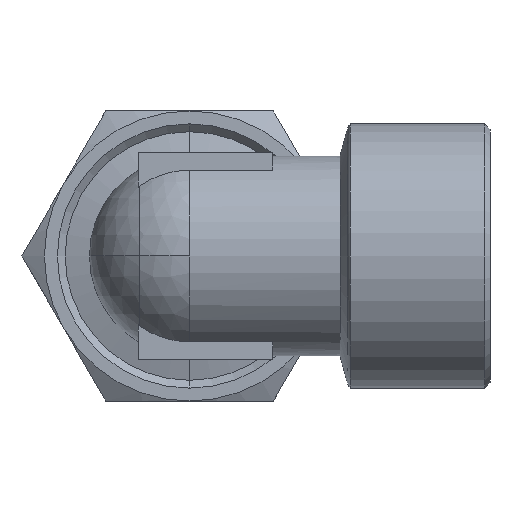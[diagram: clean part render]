
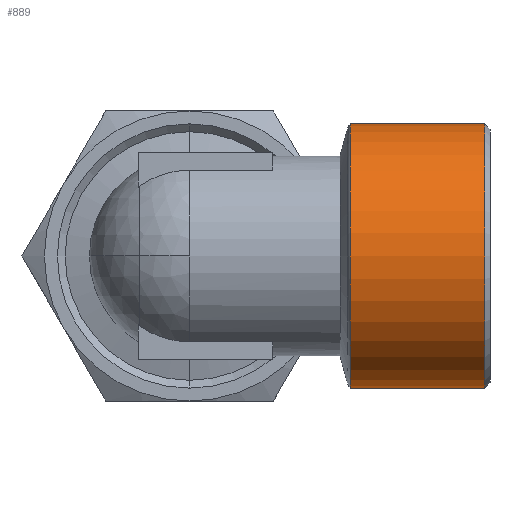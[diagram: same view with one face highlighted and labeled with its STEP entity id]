
A CAD part, left-side view. The second image highlights one B-rep face of the part: STEP entity #889.
In plain terms, the highlighted cylindrical face has radius 12.75 mm (diameter 25.5 mm), a partial arc.
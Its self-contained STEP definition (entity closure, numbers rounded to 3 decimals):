
#73 = ORIENTED_EDGE ( 'NONE', *, *, #1101, .F. ) ;
#74 = ORIENTED_EDGE ( 'NONE', *, *, #1084, .F. ) ;
#75 = ORIENTED_EDGE ( 'NONE', *, *, #1097, .T. ) ;
#76 = ORIENTED_EDGE ( 'NONE', *, *, #964, .F. ) ;
#120 = VERTEX_POINT ( 'NONE', #1305 ) ;
#127 = VERTEX_POINT ( 'NONE', #1302 ) ;
#129 = VERTEX_POINT ( 'NONE', #1298 ) ;
#130 = VERTEX_POINT ( 'NONE', #1297 ) ;
#359 = DIRECTION ( 'NONE',  ( 0., 0., -1. ) ) ;
#363 = DIRECTION ( 'NONE',  ( 0., -1., 0. ) ) ;
#364 = CARTESIAN_POINT ( 'NONE',  ( 0., 4.5, 0. ) ) ;
#801 = AXIS2_PLACEMENT_3D ( 'NONE', #364, #363, #359 ) ;
#858 = AXIS2_PLACEMENT_3D ( 'NONE', #1967, #1968, #1969 ) ;
#889 = ADVANCED_FACE ( 'NONE', ( #1378 ), #1379, .T. ) ;
#964 = EDGE_CURVE ( 'NONE', #130, #129, #1516, .T. ) ;
#1084 = EDGE_CURVE ( 'NONE', #127, #120, #1657, .T. ) ;
#1097 = EDGE_CURVE ( 'NONE', #127, #129, #1835, .T. ) ;
#1101 = EDGE_CURVE ( 'NONE', #120, #130, #1841, .T. ) ;
#1112 = AXIS2_PLACEMENT_3D ( 'NONE', #1191, #1190, #1192 ) ;
#1190 = DIRECTION ( 'NONE',  ( 0., -1., 0. ) ) ;
#1191 = CARTESIAN_POINT ( 'NONE',  ( 0., -1., 0. ) ) ;
#1192 = DIRECTION ( 'NONE',  ( 0., 0., -1. ) ) ;
#1297 = CARTESIAN_POINT ( 'NONE',  ( 0., 4.5, 12.75 ) ) ;
#1298 = CARTESIAN_POINT ( 'NONE',  ( 0., 4.5, -12.75 ) ) ;
#1302 = CARTESIAN_POINT ( 'NONE',  ( 0., 17.467, -12.75 ) ) ;
#1305 = CARTESIAN_POINT ( 'NONE',  ( 0., 17.467, 12.75 ) ) ;
#1378 = FACE_OUTER_BOUND ( 'NONE', #1795, .T. ) ;
#1379 = CYLINDRICAL_SURFACE ( 'NONE', #1112, 12.75 ) ;
#1516 = CIRCLE ( 'NONE', #801, 12.75 ) ;
#1657 = CIRCLE ( 'NONE', #858, 12.75 ) ;
#1795 = EDGE_LOOP ( 'NONE', ( #73, #74, #75, #76 ) ) ;
#1835 = LINE ( 'NONE', #1996, #1837 ) ;
#1837 = VECTOR ( 'NONE', #1997, 1000. ) ;
#1841 = LINE ( 'NONE', #2012, #1843 ) ;
#1843 = VECTOR ( 'NONE', #2013, 1000. ) ;
#1967 = CARTESIAN_POINT ( 'NONE',  ( 0., 17.467, 0. ) ) ;
#1968 = DIRECTION ( 'NONE',  ( 0., 1., 0. ) ) ;
#1969 = DIRECTION ( 'NONE',  ( 0., 0., -1. ) ) ;
#1996 = CARTESIAN_POINT ( 'NONE',  ( 0., -1., -12.75 ) ) ;
#1997 = DIRECTION ( 'NONE',  ( 0., -1., 0. ) ) ;
#2012 = CARTESIAN_POINT ( 'NONE',  ( 0., -1., 12.75 ) ) ;
#2013 = DIRECTION ( 'NONE',  ( 0., -1., 0. ) ) ;
